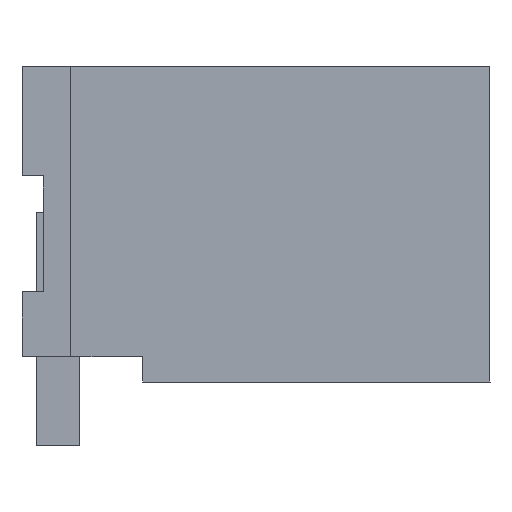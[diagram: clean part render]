
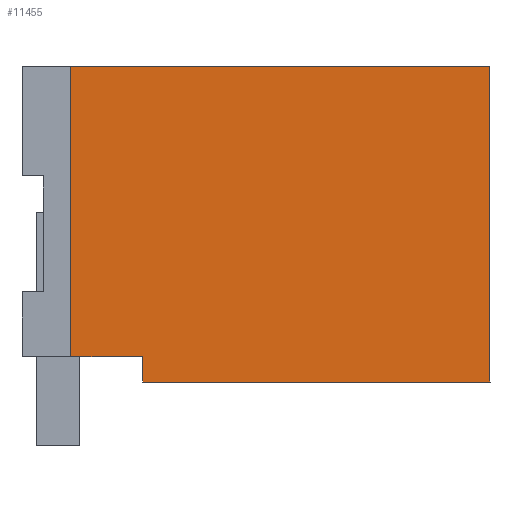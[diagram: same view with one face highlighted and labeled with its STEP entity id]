
A CAD part, left-side view. The second image highlights one B-rep face of the part: STEP entity #11455.
In plain terms, the highlighted planar face has unit normal (-1, 0, 0).
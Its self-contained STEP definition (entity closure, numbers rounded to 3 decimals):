
#11433=AXIS2_PLACEMENT_3D('Plane Axis2P3D',#11430,#11431,#11432) ;
#1773=CARTESIAN_POINT('Vertex',(0.,8.2,2.1)) ;
#1776=CARTESIAN_POINT('Line Origine',(0.,9.05,2.1)) ;
#1780=CARTESIAN_POINT('Vertex',(0.,9.9,2.1)) ;
#2130=CARTESIAN_POINT('Line Origine',(0.,9.9,5.525)) ;
#2134=CARTESIAN_POINT('Vertex',(0.,9.9,8.95)) ;
#3415=CARTESIAN_POINT('Line Origine',(0.,4.95,8.95)) ;
#3419=CARTESIAN_POINT('Vertex',(0.,0.,8.95)) ;
#11414=CARTESIAN_POINT('Vertex',(0.,8.2,1.5)) ;
#11417=CARTESIAN_POINT('Line Origine',(0.,8.2,1.8)) ;
#11430=CARTESIAN_POINT('Axis2P3D Location',(0.,11.05,-1.55)) ;
#11435=CARTESIAN_POINT('Line Origine',(0.,4.1,1.5)) ;
#11439=CARTESIAN_POINT('Vertex',(0.,0.,1.5)) ;
#11442=CARTESIAN_POINT('Line Origine',(0.,0.,5.225)) ;
#1777=DIRECTION('Vector Direction',(0.,-1.,0.)) ;
#2131=DIRECTION('Vector Direction',(0.,0.,-1.)) ;
#3416=DIRECTION('Vector Direction',(0.,1.,0.)) ;
#11418=DIRECTION('Vector Direction',(0.,0.,1.)) ;
#11431=DIRECTION('Axis2P3D Direction',(-1.,0.,0.)) ;
#11432=DIRECTION('Axis2P3D XDirection',(0.,-1.,0.)) ;
#11436=DIRECTION('Vector Direction',(0.,1.,0.)) ;
#11443=DIRECTION('Vector Direction',(0.,0.,-1.)) ;
#1778=VECTOR('Line Direction',#1777,1.) ;
#2132=VECTOR('Line Direction',#2131,1.) ;
#3417=VECTOR('Line Direction',#3416,1.) ;
#11419=VECTOR('Line Direction',#11418,1.) ;
#11437=VECTOR('Line Direction',#11436,1.) ;
#11444=VECTOR('Line Direction',#11443,1.) ;
#11448=ORIENTED_EDGE('',*,*,#1782,.T.) ;
#11449=ORIENTED_EDGE('',*,*,#11421,.F.) ;
#11450=ORIENTED_EDGE('',*,*,#11441,.T.) ;
#11451=ORIENTED_EDGE('',*,*,#11446,.T.) ;
#11452=ORIENTED_EDGE('',*,*,#3421,.T.) ;
#11453=ORIENTED_EDGE('',*,*,#2136,.T.) ;
#11455=ADVANCED_FACE('HOUSING',(#11454),#11434,.T.) ;
#1782=EDGE_CURVE('',#1781,#1774,#1779,.T.) ;
#2136=EDGE_CURVE('',#2135,#1781,#2133,.T.) ;
#3421=EDGE_CURVE('',#3420,#2135,#3418,.T.) ;
#11421=EDGE_CURVE('',#11415,#1774,#11420,.T.) ;
#11441=EDGE_CURVE('',#11415,#11440,#11438,.F.) ;
#11446=EDGE_CURVE('',#11440,#3420,#11445,.F.) ;
#11447=EDGE_LOOP('',(#11448,#11449,#11450,#11451,#11452,#11453)) ;
#11454=FACE_OUTER_BOUND('',#11447,.T.) ;
#1779=LINE('Line',#1776,#1778) ;
#2133=LINE('Line',#2130,#2132) ;
#3418=LINE('Line',#3415,#3417) ;
#11420=LINE('Line',#11417,#11419) ;
#11438=LINE('Line',#11435,#11437) ;
#11445=LINE('Line',#11442,#11444) ;
#11434=PLANE('',#11433) ;
#1774=VERTEX_POINT('',#1773) ;
#1781=VERTEX_POINT('',#1780) ;
#2135=VERTEX_POINT('',#2134) ;
#3420=VERTEX_POINT('',#3419) ;
#11415=VERTEX_POINT('',#11414) ;
#11440=VERTEX_POINT('',#11439) ;
